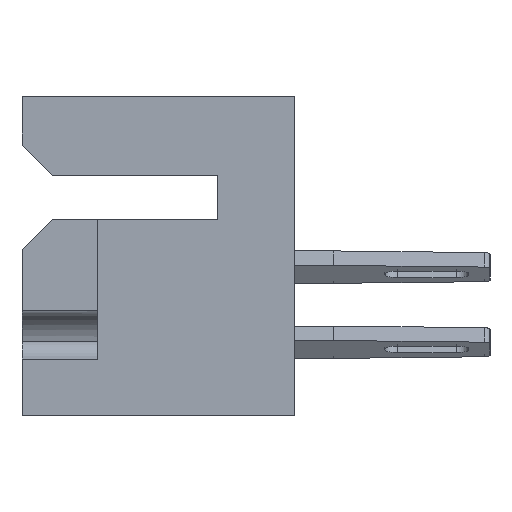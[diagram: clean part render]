
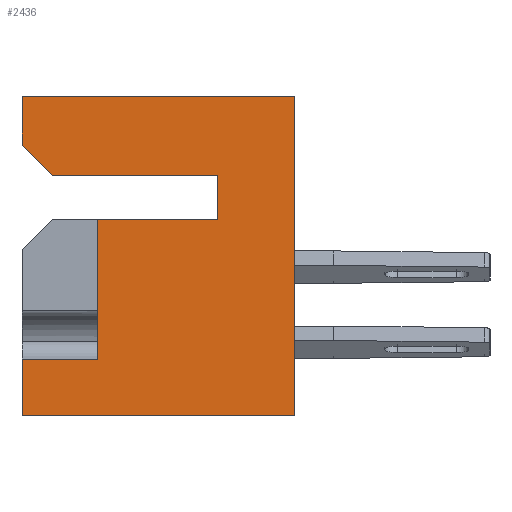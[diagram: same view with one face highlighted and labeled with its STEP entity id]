
A CAD part, left-side view. The second image highlights one B-rep face of the part: STEP entity #2436.
In plain terms, the highlighted planar face has unit normal (-1, 0, 0).
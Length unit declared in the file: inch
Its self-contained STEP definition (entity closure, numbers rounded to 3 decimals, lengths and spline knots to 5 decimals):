
#113 = CARTESIAN_POINT ( 'NONE',  ( 0., 0.453, 0. ) ) ;
#709 = VECTOR ( 'NONE', #18456, 39.37008 ) ;
#1014 = EDGE_CURVE ( 'NONE', #5464, #13470, #15364, .T. ) ;
#1521 = LINE ( 'NONE', #10148, #11684 ) ;
#1735 = LINE ( 'NONE', #2334, #709 ) ;
#1884 = CARTESIAN_POINT ( 'NONE',  ( 0., 0.328, -0.205 ) ) ;
#2087 = DIRECTION ( 'NONE',  ( 0., -1., 0. ) ) ;
#2334 = CARTESIAN_POINT ( 'NONE',  ( 0., 0.328, -0.205 ) ) ;
#2436 = ADVANCED_FACE ( 'NONE', ( #6521 ), #19320, .F. ) ;
#2445 = ORIENTED_EDGE ( 'NONE', *, *, #18507, .F. ) ;
#2580 = CARTESIAN_POINT ( 'NONE',  ( 0., 0.403, -0.131 ) ) ;
#2855 = CARTESIAN_POINT ( 'NONE',  ( 0., 0.453, -0.531 ) ) ;
#3255 = LINE ( 'NONE', #16315, #14180 ) ;
#3593 = VERTEX_POINT ( 'NONE', #5934 ) ;
#3870 = VECTOR ( 'NONE', #14603, 39.37008 ) ;
#4056 = CARTESIAN_POINT ( 'NONE',  ( 0., 0.128, -0.131 ) ) ;
#4462 = VERTEX_POINT ( 'NONE', #9981 ) ;
#4747 = CARTESIAN_POINT ( 'NONE',  ( 0., 0.128, -0.205 ) ) ;
#5159 = CARTESIAN_POINT ( 'NONE',  ( 0., 0.453, 0. ) ) ;
#5464 = VERTEX_POINT ( 'NONE', #2855 ) ;
#5934 = CARTESIAN_POINT ( 'NONE',  ( 0., 0.128, -0.205 ) ) ;
#6071 = VECTOR ( 'NONE', #9502, 39.37008 ) ;
#6087 = ORIENTED_EDGE ( 'NONE', *, *, #9094, .T. ) ;
#6521 = FACE_OUTER_BOUND ( 'NONE', #20796, .T. ) ;
#7104 = VECTOR ( 'NONE', #16885, 39.37008 ) ;
#7820 = VERTEX_POINT ( 'NONE', #10060 ) ;
#7985 = AXIS2_PLACEMENT_3D ( 'NONE', #113, #9582, #14684 ) ;
#8011 = DIRECTION ( 'NONE',  ( 0., 1., 0. ) ) ;
#8106 = LINE ( 'NONE', #4056, #7104 ) ;
#8355 = ORIENTED_EDGE ( 'NONE', *, *, #20051, .T. ) ;
#8415 = LINE ( 'NONE', #10260, #3870 ) ;
#8551 = CARTESIAN_POINT ( 'NONE',  ( 0., 0.328, -0.437 ) ) ;
#8655 = CARTESIAN_POINT ( 'NONE',  ( 0., 0.453, 0. ) ) ;
#9094 = EDGE_CURVE ( 'NONE', #13470, #16937, #1521, .T. ) ;
#9182 = ORIENTED_EDGE ( 'NONE', *, *, #18410, .T. ) ;
#9502 = DIRECTION ( 'NONE',  ( 0., 1., 0. ) ) ;
#9582 = DIRECTION ( 'NONE',  ( 1., 0., 0. ) ) ;
#9671 = CARTESIAN_POINT ( 'NONE',  ( 0., 0.328, -0.437 ) ) ;
#9725 = VERTEX_POINT ( 'NONE', #1884 ) ;
#9981 = CARTESIAN_POINT ( 'NONE',  ( 0., 0.453, -0.437 ) ) ;
#10060 = CARTESIAN_POINT ( 'NONE',  ( 0., 0.453, 0. ) ) ;
#10148 = CARTESIAN_POINT ( 'NONE',  ( 0., 0., 0. ) ) ;
#10260 = CARTESIAN_POINT ( 'NONE',  ( 0., 0.128, -0.131 ) ) ;
#10496 = DIRECTION ( 'NONE',  ( 0., 0., 1. ) ) ;
#10497 = ORIENTED_EDGE ( 'NONE', *, *, #20619, .F. ) ;
#10795 = CARTESIAN_POINT ( 'NONE',  ( 0., 0., -0.531 ) ) ;
#10896 = LINE ( 'NONE', #4747, #6071 ) ;
#10918 = LINE ( 'NONE', #9671, #18036 ) ;
#11684 = VECTOR ( 'NONE', #20302, 39.37008 ) ;
#12244 = VERTEX_POINT ( 'NONE', #2580 ) ;
#12444 = DIRECTION ( 'NONE',  ( 0., -0.707, -0.707 ) ) ;
#13025 = CARTESIAN_POINT ( 'NONE',  ( 0., 0.128, -0.131 ) ) ;
#13250 = ORIENTED_EDGE ( 'NONE', *, *, #20700, .F. ) ;
#13264 = EDGE_CURVE ( 'NONE', #19728, #12244, #8415, .T. ) ;
#13396 = ORIENTED_EDGE ( 'NONE', *, *, #17901, .T. ) ;
#13470 = VERTEX_POINT ( 'NONE', #10795 ) ;
#14180 = VECTOR ( 'NONE', #14809, 39.37008 ) ;
#14210 = ORIENTED_EDGE ( 'NONE', *, *, #13264, .F. ) ;
#14594 = LINE ( 'NONE', #5159, #15623 ) ;
#14603 = DIRECTION ( 'NONE',  ( 0., 1., 0. ) ) ;
#14684 = DIRECTION ( 'NONE',  ( 0., 0., -1. ) ) ;
#14809 = DIRECTION ( 'NONE',  ( 0., 0., 1. ) ) ;
#15093 = EDGE_CURVE ( 'NONE', #7820, #16937, #14594, .T. ) ;
#15364 = LINE ( 'NONE', #18359, #16888 ) ;
#15623 = VECTOR ( 'NONE', #2087, 39.37008 ) ;
#16092 = ORIENTED_EDGE ( 'NONE', *, *, #15093, .F. ) ;
#16315 = CARTESIAN_POINT ( 'NONE',  ( 0., 0.453, 0. ) ) ;
#16718 = DIRECTION ( 'NONE',  ( 0., -1., 0. ) ) ;
#16885 = DIRECTION ( 'NONE',  ( 0., 0., 1. ) ) ;
#16888 = VECTOR ( 'NONE', #16718, 39.37008 ) ;
#16937 = VERTEX_POINT ( 'NONE', #17316 ) ;
#16981 = VECTOR ( 'NONE', #10496, 39.37008 ) ;
#17068 = CARTESIAN_POINT ( 'NONE',  ( 0., 0.403, -0.131 ) ) ;
#17316 = CARTESIAN_POINT ( 'NONE',  ( 0., 0., 0. ) ) ;
#17502 = LINE ( 'NONE', #8655, #16981 ) ;
#17901 = EDGE_CURVE ( 'NONE', #18637, #4462, #10918, .T. ) ;
#18036 = VECTOR ( 'NONE', #8011, 39.37008 ) ;
#18158 = EDGE_CURVE ( 'NONE', #19837, #7820, #17502, .T. ) ;
#18359 = CARTESIAN_POINT ( 'NONE',  ( 0., 0.453, -0.531 ) ) ;
#18410 = EDGE_CURVE ( 'NONE', #3593, #9725, #10896, .T. ) ;
#18456 = DIRECTION ( 'NONE',  ( 0., 0., 1. ) ) ;
#18507 = EDGE_CURVE ( 'NONE', #5464, #4462, #3255, .T. ) ;
#18572 = ORIENTED_EDGE ( 'NONE', *, *, #18158, .F. ) ;
#18637 = VERTEX_POINT ( 'NONE', #8551 ) ;
#18698 = ORIENTED_EDGE ( 'NONE', *, *, #1014, .T. ) ;
#18811 = VECTOR ( 'NONE', #12444, 39.37008 ) ;
#19320 = PLANE ( 'NONE',  #7985 ) ;
#19639 = CARTESIAN_POINT ( 'NONE',  ( 0., 0.453, -0.081 ) ) ;
#19728 = VERTEX_POINT ( 'NONE', #13025 ) ;
#19837 = VERTEX_POINT ( 'NONE', #19639 ) ;
#20051 = EDGE_CURVE ( 'NONE', #19837, #12244, #21025, .T. ) ;
#20302 = DIRECTION ( 'NONE',  ( 0., 0., 1. ) ) ;
#20619 = EDGE_CURVE ( 'NONE', #3593, #19728, #8106, .T. ) ;
#20700 = EDGE_CURVE ( 'NONE', #18637, #9725, #1735, .T. ) ;
#20796 = EDGE_LOOP ( 'NONE', ( #13396, #2445, #18698, #6087, #16092, #18572, #8355, #14210, #10497, #9182, #13250 ) ) ;
#21025 = LINE ( 'NONE', #17068, #18811 ) ;
